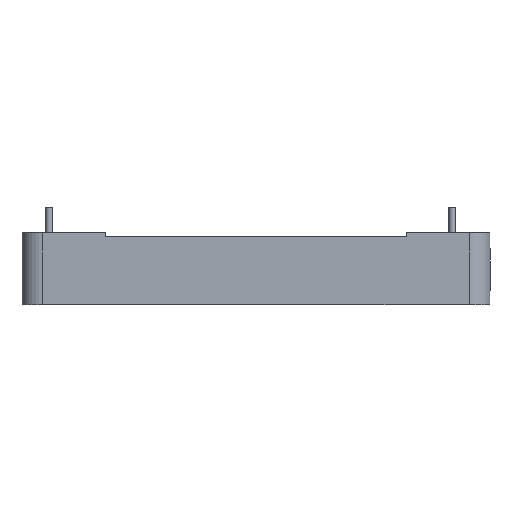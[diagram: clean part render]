
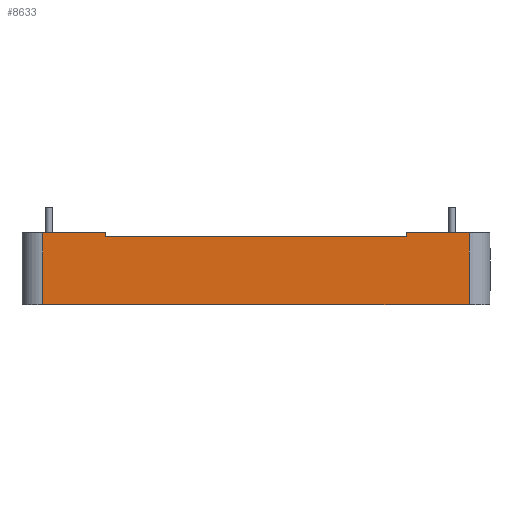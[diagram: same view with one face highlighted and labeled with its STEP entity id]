
A CAD part, left-side view. The second image highlights one B-rep face of the part: STEP entity #8633.
In plain terms, the highlighted face is planar.
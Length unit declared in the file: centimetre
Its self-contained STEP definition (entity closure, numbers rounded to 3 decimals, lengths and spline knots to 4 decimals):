
#336=VECTOR('',#9504,1.);
#654=VECTOR('',#10080,1.);
#655=VECTOR('',#10084,1.);
#657=VECTOR('',#10089,1.);
#664=VECTOR('',#10106,1.);
#669=VECTOR('',#10122,1.);
#681=VECTOR('',#10162,1.);
#685=VECTOR('',#10174,1.);
#1255=LINE('',#11527,#336);
#1573=LINE('',#12489,#654);
#1574=LINE('',#12493,#655);
#1576=LINE('',#12499,#657);
#1583=LINE('',#12520,#664);
#1588=LINE('',#12537,#669);
#1600=LINE('',#12566,#681);
#1604=LINE('',#12575,#685);
#2220=VERTEX_POINT('',#11528);
#2221=VERTEX_POINT('',#11529);
#2586=VERTEX_POINT('',#12486);
#2587=VERTEX_POINT('',#12488);
#2589=VERTEX_POINT('',#12494);
#2590=VERTEX_POINT('',#12498);
#2591=VERTEX_POINT('',#12500);
#2598=VERTEX_POINT('',#12519);
#3361=EDGE_CURVE('',#2220,#2221,#1255,.T.);
#3799=EDGE_CURVE('',#2587,#2586,#1573,.T.);
#3801=EDGE_CURVE('',#2589,#2586,#1574,.T.);
#3804=EDGE_CURVE('',#2591,#2590,#1576,.T.);
#3815=EDGE_CURVE('',#2590,#2598,#1583,.T.);
#3825=EDGE_CURVE('',#2587,#2591,#1588,.T.);
#3838=EDGE_CURVE('',#2220,#2598,#1600,.T.);
#3842=EDGE_CURVE('',#2221,#2589,#1604,.T.);
#5406=ORIENTED_EDGE('',*,*,#3825,.T.);
#5407=ORIENTED_EDGE('',*,*,#3804,.T.);
#5408=ORIENTED_EDGE('',*,*,#3815,.T.);
#5409=ORIENTED_EDGE('',*,*,#3838,.F.);
#5410=ORIENTED_EDGE('',*,*,#3361,.T.);
#5411=ORIENTED_EDGE('',*,*,#3842,.T.);
#5412=ORIENTED_EDGE('',*,*,#3801,.T.);
#5413=ORIENTED_EDGE('',*,*,#3799,.F.);
#7329=EDGE_LOOP('',(#5406,#5407,#5408,#5409,#5410,#5411,#5412,#5413));
#8004=FACE_BOUND('',#7329,.T.);
#8633=ADVANCED_FACE('',(#8004),#9105,.T.);
#9105=PLANE('',#14723);
#9504=DIRECTION('',(0.802,-0.597,0.));
#10080=DIRECTION('',(0.,0.,1.));
#10084=DIRECTION('',(-0.802,0.597,0.));
#10089=DIRECTION('',(0.,0.,1.));
#10106=DIRECTION('',(-0.802,0.597,0.));
#10122=DIRECTION('',(-0.802,0.597,0.));
#10162=DIRECTION('',(0.,0.,1.));
#10174=DIRECTION('',(0.,0.,1.));
#10175=DIRECTION('',(-0.597,-0.802,0.));
#11527=CARTESIAN_POINT('',(-1.6373,-2.0761,-0.34));
#11528=CARTESIAN_POINT('',(-1.6373,-2.0761,-0.34));
#11529=CARTESIAN_POINT('',(2.4539,-5.121,-0.34));
#12486=CARTESIAN_POINT('',(1.8523,-4.6732,0.52));
#12488=CARTESIAN_POINT('',(1.8523,-4.6732,0.47));
#12489=CARTESIAN_POINT('',(1.8523,-4.6732,0.47));
#12493=CARTESIAN_POINT('',(2.4539,-5.121,0.52));
#12494=CARTESIAN_POINT('',(2.4539,-5.121,0.52));
#12498=CARTESIAN_POINT('',(-1.0357,-2.5238,0.52));
#12499=CARTESIAN_POINT('',(-1.0357,-2.5238,0.47));
#12500=CARTESIAN_POINT('',(-1.0357,-2.5238,0.47));
#12519=CARTESIAN_POINT('',(-1.6373,-2.0761,0.52));
#12520=CARTESIAN_POINT('',(-1.6373,-2.0761,0.52));
#12537=CARTESIAN_POINT('',(-1.6373,-2.0761,0.47));
#12566=CARTESIAN_POINT('',(-1.6373,-2.0761,-0.34));
#12575=CARTESIAN_POINT('',(2.4539,-5.121,-0.34));
#12576=CARTESIAN_POINT('',(0.4083,-3.5985,-0.34));
#14723=AXIS2_PLACEMENT_3D('',#12576,#10175,$);
